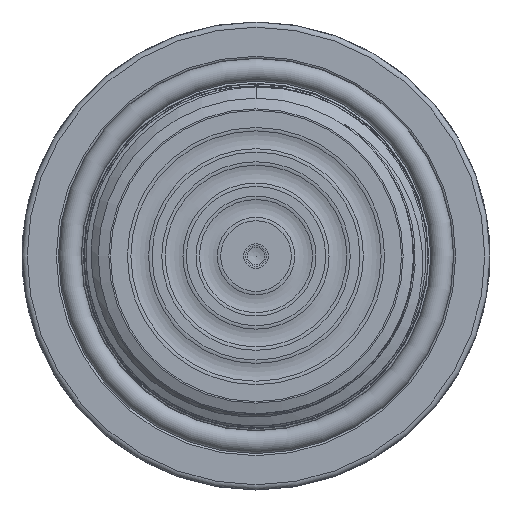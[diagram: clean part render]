
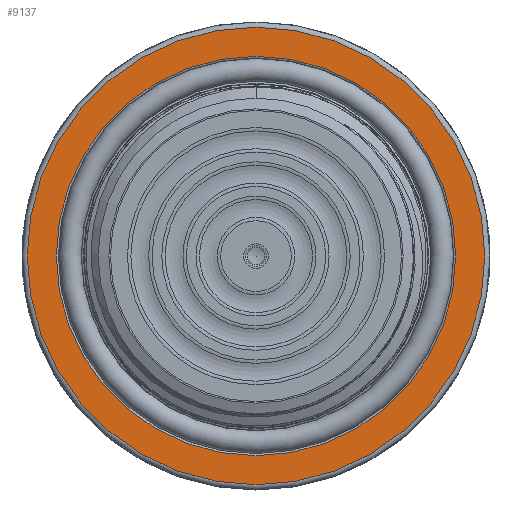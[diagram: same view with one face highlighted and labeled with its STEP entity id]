
A CAD part, left-side view. The second image highlights one B-rep face of the part: STEP entity #9137.
In plain terms, the highlighted planar face has unit normal (-1, 0, 0).
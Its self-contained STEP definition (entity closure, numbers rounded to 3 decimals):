
#443=FACE_BOUND('',#1637,.T.);
#551=PLANE('',#9706);
#1069=FACE_OUTER_BOUND('',#1636,.T.);
#1636=EDGE_LOOP('',(#8494));
#1637=EDGE_LOOP('',(#8495));
#1903=CIRCLE('',#9704,19.2);
#1905=CIRCLE('',#9707,22.);
#4350=VERTEX_POINT('',#35354);
#4351=VERTEX_POINT('',#35358);
#5734=EDGE_CURVE('',#4350,#4350,#1903,.T.);
#5736=EDGE_CURVE('',#4351,#4351,#1905,.T.);
#8494=ORIENTED_EDGE('',*,*,#5736,.F.);
#8495=ORIENTED_EDGE('',*,*,#5734,.T.);
#9137=ADVANCED_FACE('',(#1069,#443),#551,.T.);
#9704=AXIS2_PLACEMENT_3D('',#35355,#11133,#11134);
#9706=AXIS2_PLACEMENT_3D('',#35357,#11137,#11138);
#9707=AXIS2_PLACEMENT_3D('',#35359,#11139,#11140);
#11133=DIRECTION('center_axis',(1.,0.,0.));
#11134=DIRECTION('ref_axis',(0.,-1.,0.));
#11137=DIRECTION('center_axis',(-1.,0.,0.));
#11138=DIRECTION('ref_axis',(0.,1.,0.));
#11139=DIRECTION('center_axis',(1.,0.,0.));
#11140=DIRECTION('ref_axis',(0.,-1.,0.));
#35354=CARTESIAN_POINT('',(19.,19.2,0.));
#35355=CARTESIAN_POINT('Origin',(19.,0.,0.));
#35357=CARTESIAN_POINT('Origin',(19.,0.,-22.));
#35358=CARTESIAN_POINT('',(19.,0.,22.));
#35359=CARTESIAN_POINT('Origin',(19.,0.,0.));
